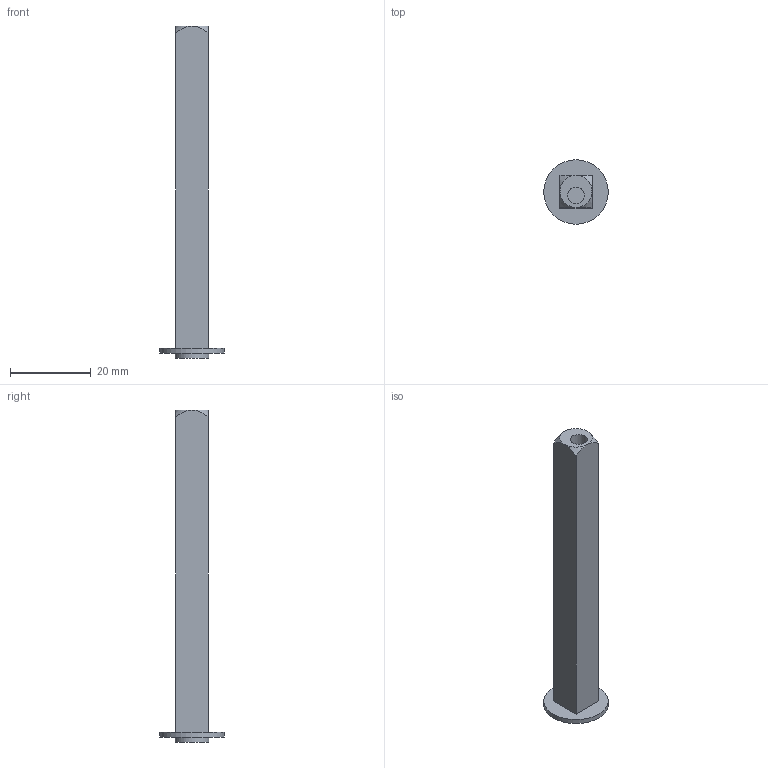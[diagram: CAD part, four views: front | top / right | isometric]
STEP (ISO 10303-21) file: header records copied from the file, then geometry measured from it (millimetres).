
FILE_DESCRIPTION (( 'STEP AP203' ), '1' );
FILE_NAME ('8080.step', '2019-11-26T13:05:22', ( '' ), ( '' ), 'SwSTEP 2.0', 'SolidWorks 2015', '' );
FILE_SCHEMA (( 'CONFIG_CONTROL_DESIGN' ));
Length unit declared in the file: millimetre
Products named in the file (2): 8080
Bounding box: 16 x 16 x 82.4 mm (x, y, z)
Volume: 5005.2 mm3; surface area: 3439.8 mm2
Topology: 1 solids, 1 shells, 191 faces, 491 edges, 326 vertices
Faces by surface type: bspline 100, plane 63, cylinder 24, cone 4
Full cylindrical faces by diameter (mm): 4.2 x1, 8.4 x1, 16 x1
Entity records: 10217 total; most frequent: CARTESIAN_POINT 6063, ORIENTED_EDGE 976, DIRECTION 534, EDGE_CURVE 488, VERTEX_POINT 326, EDGE_LOOP 218, VECTOR 208, B_SPLINE_CURVE_WITH_KNOTS 208
